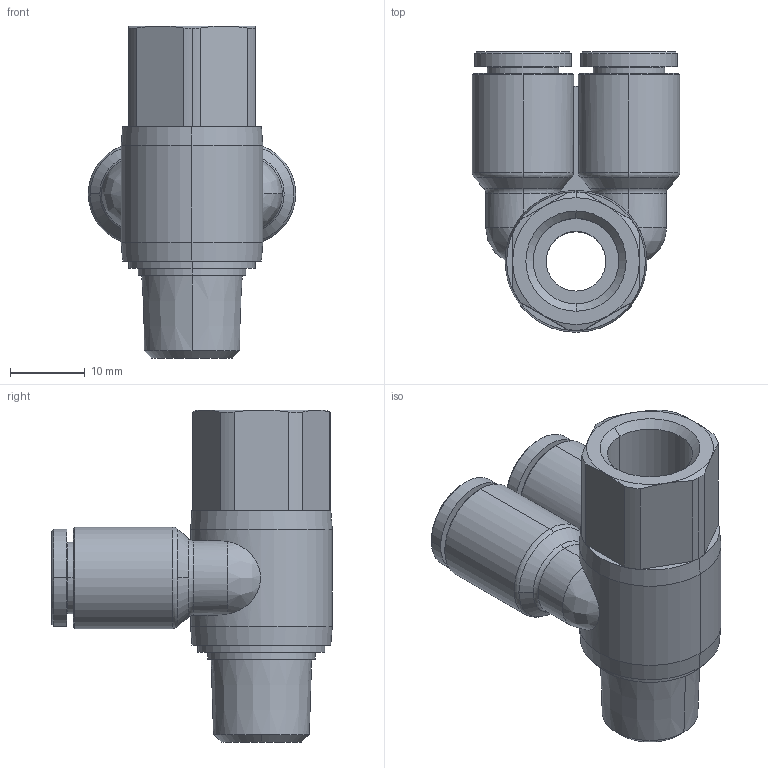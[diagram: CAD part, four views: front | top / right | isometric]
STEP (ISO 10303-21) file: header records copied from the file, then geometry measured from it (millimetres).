
FILE_DESCRIPTION (( 'STEP AP214' ), '1' );
FILE_NAME ('PAF08-02.STEP', '2015-11-03T10:53:24', ( '' ), ( '' ), 'SwSTEP 2.0', 'SolidWorks 2015', '' );
FILE_SCHEMA (( 'AUTOMOTIVE_DESIGN' ));
Length unit declared in the file: millimetre
Products named in the file (2): ｦ+ﾃｦ1; PAF08-02
Assembly tree (1 placements, depth 2):
  PAF08-02
    ｦ+ﾃｦ1
Bounding box: 27.8 x 37.6 x 44.5 mm (x, y, z)
Volume: 11183.7 mm3; surface area: 7093.1 mm2
Topology: 1 solids, 1 shells, 850 faces, 2383 edges, 1578 vertices
Faces by surface type: plane 690, bspline 61, cylinder 53, cone 40, torus 6
Entity records: 28839 total; most frequent: CARTESIAN_POINT 6357, ORIENTED_EDGE 4766, DIRECTION 3986, EDGE_CURVE 2383, LINE 2032, VECTOR 2032, VERTEX_POINT 1578, AXIS2_PLACEMENT_3D 977
